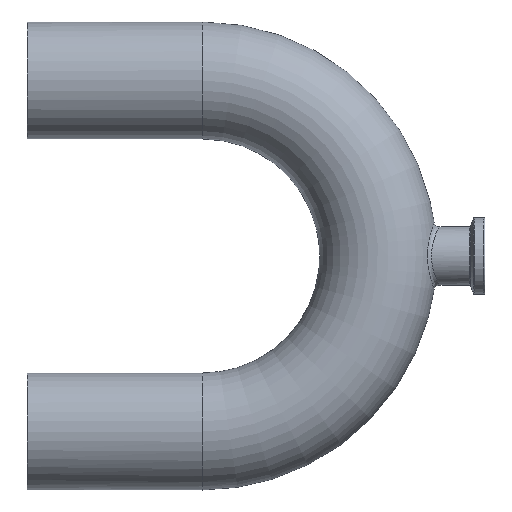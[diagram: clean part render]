
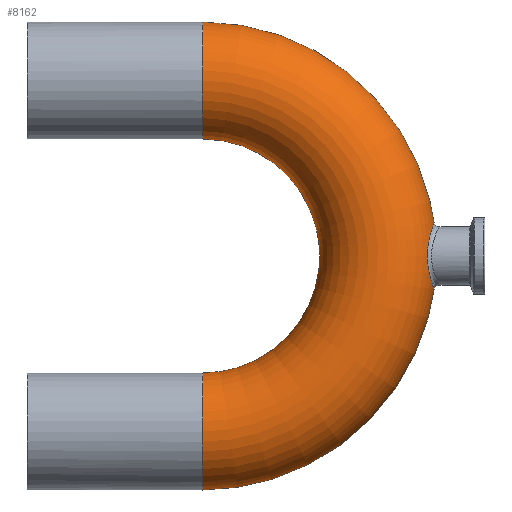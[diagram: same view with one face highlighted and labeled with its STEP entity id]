
A CAD part, left-side view. The second image highlights one B-rep face of the part: STEP entity #8162.
In plain terms, the highlighted toroidal (fillet/blend) face has major radius 57.15 mm and minor radius 19.05 mm.
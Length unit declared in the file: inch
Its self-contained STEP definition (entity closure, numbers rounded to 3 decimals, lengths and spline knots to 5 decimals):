
#20=TOROIDAL_SURFACE('',#8697,2.25,0.75);
#157=FACE_BOUND('',#1522,.T.);
#158=FACE_BOUND('',#1523,.T.);
#1008=FACE_OUTER_BOUND('',#1521,.T.);
#1521=EDGE_LOOP('',(#7615));
#1522=EDGE_LOOP('',(#7616));
#1523=EDGE_LOOP('',(#7617));
#1705=CIRCLE('',#8655,0.75);
#1722=CIRCLE('',#8693,0.75);
#3191=B_SPLINE_CURVE_WITH_KNOTS('',3,(#17804,#17805,#17806,#17807,#17808,
#17809,#17810,#17811,#17812,#17813,#17814,#17815,#17816,#17817,#17818,#17819,
#17820,#17821,#17822,#17823,#17824,#17825),.UNSPECIFIED.,.T.,.F.,(4,1,1,
1,1,1,1,1,1,1,1,1,1,1,1,1,1,1,1,4),(-4.5527,-4.33591,
-4.11913,-3.68555,-3.25198,-3.0352,
-2.81841,-2.38484,-1.95127,-1.66222,
-1.37318,-1.08413,-0.50603,-0.21699,
-0.0002,0.21659,0.65016,1.08373,
1.30051,1.5173),.UNSPECIFIED.);
#3982=VERTEX_POINT('',#17631);
#3994=VERTEX_POINT('',#17779);
#4001=VERTEX_POINT('',#17883);
#5186=EDGE_CURVE('',#3982,#3982,#1705,.T.);
#5200=EDGE_CURVE('',#3994,#3994,#3191,.T.);
#5206=EDGE_CURVE('',#4001,#4001,#1722,.T.);
#7615=ORIENTED_EDGE('',*,*,#5186,.F.);
#7616=ORIENTED_EDGE('',*,*,#5200,.F.);
#7617=ORIENTED_EDGE('',*,*,#5206,.F.);
#8162=ADVANCED_FACE('',(#1008,#157,#158),#20,.T.);
#8655=AXIS2_PLACEMENT_3D('',#17632,#10216,#10217);
#8693=AXIS2_PLACEMENT_3D('',#17884,#10292,#10293);
#8697=AXIS2_PLACEMENT_3D('',#17889,#10300,#10301);
#10216=DIRECTION('center_axis',(0.,1.,0.));
#10217=DIRECTION('ref_axis',(0.,0.,
1.));
#10292=DIRECTION('center_axis',(0.,1.,0.));
#10293=DIRECTION('ref_axis',(0.,0.,
-1.));
#10300=DIRECTION('center_axis',(1.,0.,0.));
#10301=DIRECTION('ref_axis',(0.,0.,
1.));
#17631=CARTESIAN_POINT('',(-0.62683,-0.005,-2.25));
#17632=CARTESIAN_POINT('Origin',(0.12317,-0.005,
-2.25));
#17779=CARTESIAN_POINT('',(0.52702,-2.88699,0.));
#17804=CARTESIAN_POINT('Ctrl Pts',(0.52702,-2.88698,0.));
#17805=CARTESIAN_POINT('Ctrl Pts',(0.52702,-2.88698,
0.03252));
#17806=CARTESIAN_POINT('Ctrl Pts',(0.52004,-2.89041,
0.09757));
#17807=CARTESIAN_POINT('Ctrl Pts',(0.47933,-2.90881,
0.21951));
#17808=CARTESIAN_POINT('Ctrl Pts',(0.38441,-2.94408,0.34575));
#17809=CARTESIAN_POINT('Ctrl Pts',(0.24554,-2.97018,
0.41754));
#17810=CARTESIAN_POINT('Ctrl Pts',(0.12317,-2.97557,
0.43224));
#17811=CARTESIAN_POINT('Ctrl Pts',(0.0008,-2.97017,
0.41755));
#17812=CARTESIAN_POINT('Ctrl Pts',(-0.13803,-2.94408,
0.34571));
#17813=CARTESIAN_POINT('Ctrl Pts',(-0.23933,-2.90644,
0.21114));
#17814=CARTESIAN_POINT('Ctrl Pts',(-0.28221,-2.88631,
0.06602));
#17815=CARTESIAN_POINT('Ctrl Pts',(-0.28216,-2.88623,
-0.06604));
#17816=CARTESIAN_POINT('Ctrl Pts',(-0.23334,-2.90948,
-0.23189));
#17817=CARTESIAN_POINT('Ctrl Pts',(-0.12111,-2.94954,
-0.36014));
#17818=CARTESIAN_POINT('Ctrl Pts',(0.02131,-2.97099,
-0.41997));
#17819=CARTESIAN_POINT('Ctrl Pts',(0.12314,-2.9756,
-0.43225));
#17820=CARTESIAN_POINT('Ctrl Pts',(0.24556,-2.97014,-0.41753));
#17821=CARTESIAN_POINT('Ctrl Pts',(0.38439,-2.94409,
-0.34574));
#17822=CARTESIAN_POINT('Ctrl Pts',(0.47935,-2.9088,
-0.2195));
#17823=CARTESIAN_POINT('Ctrl Pts',(0.52004,-2.89041,
-0.09756));
#17824=CARTESIAN_POINT('Ctrl Pts',(0.52702,-2.88698,-0.03252));
#17825=CARTESIAN_POINT('Ctrl Pts',(0.52702,-2.88698,0.));
#17883=CARTESIAN_POINT('',(-0.62683,-0.005,2.25));
#17884=CARTESIAN_POINT('Origin',(0.12317,-0.005,
2.25));
#17889=CARTESIAN_POINT('Origin',(0.12317,-0.005,
0.));
